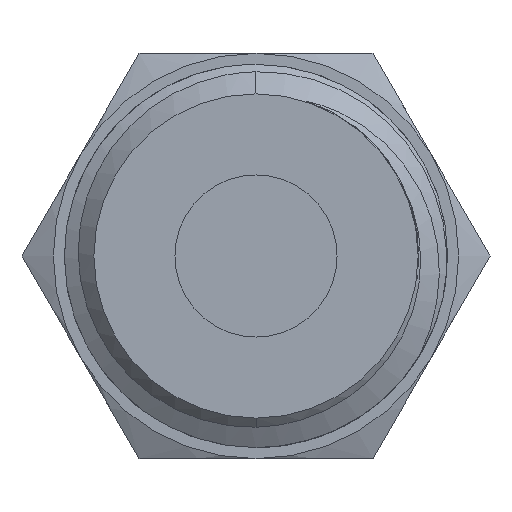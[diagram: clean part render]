
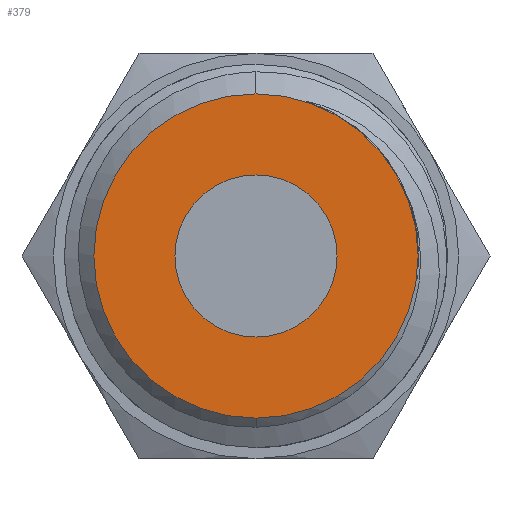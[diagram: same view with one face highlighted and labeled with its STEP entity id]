
A CAD part, front view. The second image highlights one B-rep face of the part: STEP entity #379.
In plain terms, the highlighted planar face has unit normal (0, -1, 0).
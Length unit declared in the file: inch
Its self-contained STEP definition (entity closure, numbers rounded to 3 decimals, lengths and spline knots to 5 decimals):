
#99 = EDGE_CURVE ( 'NONE', #1862, #992, #980, .T. ) ;
#153 = DIRECTION ( 'NONE',  ( 0., -1., 0. ) ) ;
#168 = ORIENTED_EDGE ( 'NONE', *, *, #99, .F. ) ;
#197 = FACE_OUTER_BOUND ( 'NONE', #1705, .T. ) ;
#278 = DIRECTION ( 'NONE',  ( 0., 0., -1. ) ) ;
#284 = CARTESIAN_POINT ( 'NONE',  ( 0., -0.32, -0.22 ) ) ;
#379 = ADVANCED_FACE ( 'NONE', ( #1877, #197 ), #1153, .T. ) ;
#476 = EDGE_CURVE ( 'NONE', #1036, #1333, #1798, .T. ) ;
#558 = DIRECTION ( 'NONE',  ( 0., 0., -1. ) ) ;
#566 = DIRECTION ( 'NONE',  ( 0., -1., 0. ) ) ;
#573 = CARTESIAN_POINT ( 'NONE',  ( 0., -0.32, 0. ) ) ;
#582 = DIRECTION ( 'NONE',  ( 0., -1., 0. ) ) ;
#871 = AXIS2_PLACEMENT_3D ( 'NONE', #573, #566, #558 ) ;
#931 = AXIS2_PLACEMENT_3D ( 'NONE', #2253, #968, #2458 ) ;
#968 = DIRECTION ( 'NONE',  ( 0., -1., 0. ) ) ;
#980 = CIRCLE ( 'NONE', #2540, 0.11 ) ;
#992 = VERTEX_POINT ( 'NONE', #994 ) ;
#994 = CARTESIAN_POINT ( 'NONE',  ( 0., -0.32, 0.11 ) ) ;
#1036 = VERTEX_POINT ( 'NONE', #284 ) ;
#1153 = PLANE ( 'NONE',  #2633 ) ;
#1233 = CARTESIAN_POINT ( 'NONE',  ( 0., -0.32, 0. ) ) ;
#1246 = CARTESIAN_POINT ( 'NONE',  ( 0., -0.32, -0.11 ) ) ;
#1271 = ORIENTED_EDGE ( 'NONE', *, *, #1767, .T. ) ;
#1321 = ORIENTED_EDGE ( 'NONE', *, *, #2659, .F. ) ;
#1333 = VERTEX_POINT ( 'NONE', #1643 ) ;
#1643 = CARTESIAN_POINT ( 'NONE',  ( 0., -0.32, 0.22 ) ) ;
#1705 = EDGE_LOOP ( 'NONE', ( #1271, #1907 ) ) ;
#1731 = AXIS2_PLACEMENT_3D ( 'NONE', #1887, #582, #2094 ) ;
#1767 = EDGE_CURVE ( 'NONE', #1333, #1036, #2100, .T. ) ;
#1798 = CIRCLE ( 'NONE', #871, 0.22 ) ;
#1862 = VERTEX_POINT ( 'NONE', #1246 ) ;
#1877 = FACE_BOUND ( 'NONE', #2716, .T. ) ;
#1887 = CARTESIAN_POINT ( 'NONE',  ( 0., -0.32, 0. ) ) ;
#1901 = DIRECTION ( 'NONE',  ( 0., -1., 0. ) ) ;
#1907 = ORIENTED_EDGE ( 'NONE', *, *, #476, .T. ) ;
#1915 = DIRECTION ( 'NONE',  ( 0., 0., -1. ) ) ;
#1936 = CARTESIAN_POINT ( 'NONE',  ( 0., -0.32, 0. ) ) ;
#2094 = DIRECTION ( 'NONE',  ( 0., 0., -1. ) ) ;
#2100 = CIRCLE ( 'NONE', #1731, 0.22 ) ;
#2219 = CIRCLE ( 'NONE', #931, 0.11 ) ;
#2253 = CARTESIAN_POINT ( 'NONE',  ( 0., -0.32, 0. ) ) ;
#2458 = DIRECTION ( 'NONE',  ( 0., 0., -1. ) ) ;
#2540 = AXIS2_PLACEMENT_3D ( 'NONE', #1936, #1901, #1915 ) ;
#2633 = AXIS2_PLACEMENT_3D ( 'NONE', #1233, #153, #278 ) ;
#2659 = EDGE_CURVE ( 'NONE', #992, #1862, #2219, .T. ) ;
#2716 = EDGE_LOOP ( 'NONE', ( #168, #1321 ) ) ;
